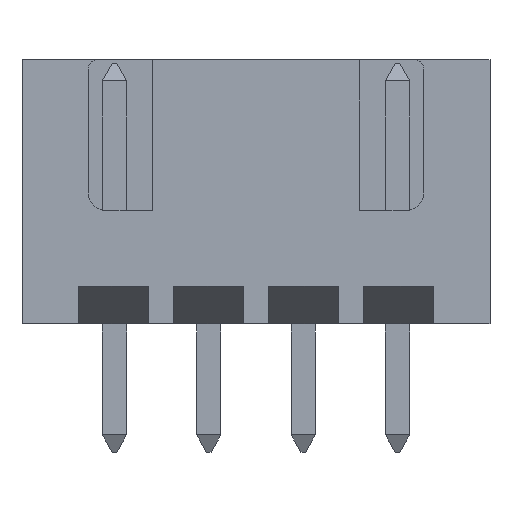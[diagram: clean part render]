
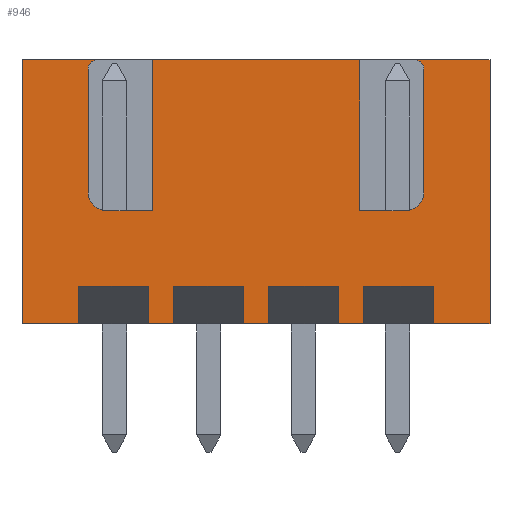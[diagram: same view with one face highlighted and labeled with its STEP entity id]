
A CAD part, front view. The second image highlights one B-rep face of the part: STEP entity #946.
In plain terms, the highlighted planar face has unit normal (0, -1, 0).
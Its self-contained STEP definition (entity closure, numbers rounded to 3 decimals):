
#22 = VERTEX_POINT('',#23);
#23 = CARTESIAN_POINT('',(0.,0.,7.));
#31 = EDGE_CURVE('',#32,#22,#34,.T.);
#32 = VERTEX_POINT('',#33);
#33 = CARTESIAN_POINT('',(0.,0.,0.));
#34 = LINE('',#35,#36);
#35 = CARTESIAN_POINT('',(0.,0.,0.));
#36 = VECTOR('',#37,1.);
#37 = DIRECTION('',(0.,0.,1.));
#103 = EDGE_CURVE('',#22,#104,#106,.T.);
#104 = VERTEX_POINT('',#105);
#105 = CARTESIAN_POINT('',(2.,0.,7.));
#106 = LINE('',#107,#108);
#107 = CARTESIAN_POINT('',(0.,0.,7.));
#108 = VECTOR('',#109,1.);
#109 = DIRECTION('',(1.,0.,0.));
#572 = EDGE_CURVE('',#32,#573,#575,.T.);
#573 = VERTEX_POINT('',#574);
#574 = CARTESIAN_POINT('',(1.5,0.,0.));
#575 = LINE('',#576,#577);
#576 = CARTESIAN_POINT('',(0.,0.,0.));
#577 = VECTOR('',#578,1.);
#578 = DIRECTION('',(1.,0.,0.));
#597 = VERTEX_POINT('',#598);
#598 = CARTESIAN_POINT('',(3.35,0.,0.));
#604 = EDGE_CURVE('',#597,#605,#607,.T.);
#605 = VERTEX_POINT('',#606);
#606 = CARTESIAN_POINT('',(4.017,0.,0.));
#607 = LINE('',#608,#609);
#608 = CARTESIAN_POINT('',(0.,0.,0.));
#609 = VECTOR('',#610,1.);
#610 = DIRECTION('',(1.,0.,0.));
#629 = VERTEX_POINT('',#630);
#630 = CARTESIAN_POINT('',(5.867,0.,0.));
#636 = EDGE_CURVE('',#629,#637,#639,.T.);
#637 = VERTEX_POINT('',#638);
#638 = CARTESIAN_POINT('',(6.533,0.,0.));
#639 = LINE('',#640,#641);
#640 = CARTESIAN_POINT('',(0.,0.,0.));
#641 = VECTOR('',#642,1.);
#642 = DIRECTION('',(1.,0.,0.));
#661 = VERTEX_POINT('',#662);
#662 = CARTESIAN_POINT('',(8.383,0.,0.));
#668 = EDGE_CURVE('',#661,#669,#671,.T.);
#669 = VERTEX_POINT('',#670);
#670 = CARTESIAN_POINT('',(9.05,0.,0.));
#671 = LINE('',#672,#673);
#672 = CARTESIAN_POINT('',(0.,0.,0.));
#673 = VECTOR('',#674,1.);
#674 = DIRECTION('',(1.,0.,0.));
#693 = VERTEX_POINT('',#694);
#694 = CARTESIAN_POINT('',(10.9,0.,0.));
#700 = EDGE_CURVE('',#693,#701,#703,.T.);
#701 = VERTEX_POINT('',#702);
#702 = CARTESIAN_POINT('',(12.4,0.,0.));
#703 = LINE('',#704,#705);
#704 = CARTESIAN_POINT('',(0.,0.,0.));
#705 = VECTOR('',#706,1.);
#706 = DIRECTION('',(1.,0.,0.));
#946 = ADVANCED_FACE('',(#947),#1150,.F.);
#947 = FACE_BOUND('',#948,.F.);
#948 = EDGE_LOOP('',(#949,#950,#951,#952,#961,#969,#978,#986,#994,#1002,
    #1010,#1018,#1027,#1035,#1044,#1052,#1058,#1059,#1067,#1075,#1081,
    #1082,#1090,#1098,#1104,#1105,#1113,#1121,#1127,#1128,#1136,#1144));
#949 = ORIENTED_EDGE('',*,*,#572,.F.);
#950 = ORIENTED_EDGE('',*,*,#31,.T.);
#951 = ORIENTED_EDGE('',*,*,#103,.T.);
#952 = ORIENTED_EDGE('',*,*,#953,.F.);
#953 = EDGE_CURVE('',#954,#104,#956,.T.);
#954 = VERTEX_POINT('',#955);
#955 = CARTESIAN_POINT('',(1.75,0.,6.75));
#956 = CIRCLE('',#957,0.25);
#957 = AXIS2_PLACEMENT_3D('',#958,#959,#960);
#958 = CARTESIAN_POINT('',(2.,0.,6.75));
#959 = DIRECTION('',(0.,1.,0.));
#960 = DIRECTION('',(0.,0.,1.));
#961 = ORIENTED_EDGE('',*,*,#962,.F.);
#962 = EDGE_CURVE('',#963,#954,#965,.T.);
#963 = VERTEX_POINT('',#964);
#964 = CARTESIAN_POINT('',(1.75,0.,3.5));
#965 = LINE('',#966,#967);
#966 = CARTESIAN_POINT('',(1.75,0.,3.));
#967 = VECTOR('',#968,1.);
#968 = DIRECTION('',(0.,0.,1.));
#969 = ORIENTED_EDGE('',*,*,#970,.T.);
#970 = EDGE_CURVE('',#963,#971,#973,.T.);
#971 = VERTEX_POINT('',#972);
#972 = CARTESIAN_POINT('',(2.25,0.,3.));
#973 = CIRCLE('',#974,0.5);
#974 = AXIS2_PLACEMENT_3D('',#975,#976,#977);
#975 = CARTESIAN_POINT('',(2.25,0.,3.5));
#976 = DIRECTION('',(0.,-1.,0.));
#977 = DIRECTION('',(0.,0.,1.));
#978 = ORIENTED_EDGE('',*,*,#979,.T.);
#979 = EDGE_CURVE('',#971,#980,#982,.T.);
#980 = VERTEX_POINT('',#981);
#981 = CARTESIAN_POINT('',(3.45,0.,3.));
#982 = LINE('',#983,#984);
#983 = CARTESIAN_POINT('',(1.75,0.,3.));
#984 = VECTOR('',#985,1.);
#985 = DIRECTION('',(1.,0.,0.));
#986 = ORIENTED_EDGE('',*,*,#987,.T.);
#987 = EDGE_CURVE('',#980,#988,#990,.T.);
#988 = VERTEX_POINT('',#989);
#989 = CARTESIAN_POINT('',(3.45,0.,7.));
#990 = LINE('',#991,#992);
#991 = CARTESIAN_POINT('',(3.45,0.,3.));
#992 = VECTOR('',#993,1.);
#993 = DIRECTION('',(0.,0.,1.));
#994 = ORIENTED_EDGE('',*,*,#995,.T.);
#995 = EDGE_CURVE('',#988,#996,#998,.T.);
#996 = VERTEX_POINT('',#997);
#997 = CARTESIAN_POINT('',(8.95,0.,7.));
#998 = LINE('',#999,#1000);
#999 = CARTESIAN_POINT('',(0.,0.,7.));
#1000 = VECTOR('',#1001,1.);
#1001 = DIRECTION('',(1.,0.,0.));
#1002 = ORIENTED_EDGE('',*,*,#1003,.F.);
#1003 = EDGE_CURVE('',#1004,#996,#1006,.T.);
#1004 = VERTEX_POINT('',#1005);
#1005 = CARTESIAN_POINT('',(8.95,0.,3.));
#1006 = LINE('',#1007,#1008);
#1007 = CARTESIAN_POINT('',(8.95,0.,3.));
#1008 = VECTOR('',#1009,1.);
#1009 = DIRECTION('',(0.,0.,1.));
#1010 = ORIENTED_EDGE('',*,*,#1011,.T.);
#1011 = EDGE_CURVE('',#1004,#1012,#1014,.T.);
#1012 = VERTEX_POINT('',#1013);
#1013 = CARTESIAN_POINT('',(10.15,0.,3.));
#1014 = LINE('',#1015,#1016);
#1015 = CARTESIAN_POINT('',(8.95,0.,3.));
#1016 = VECTOR('',#1017,1.);
#1017 = DIRECTION('',(1.,0.,0.));
#1018 = ORIENTED_EDGE('',*,*,#1019,.F.);
#1019 = EDGE_CURVE('',#1020,#1012,#1022,.T.);
#1020 = VERTEX_POINT('',#1021);
#1021 = CARTESIAN_POINT('',(10.65,0.,3.5));
#1022 = CIRCLE('',#1023,0.5);
#1023 = AXIS2_PLACEMENT_3D('',#1024,#1025,#1026);
#1024 = CARTESIAN_POINT('',(10.15,0.,3.5));
#1025 = DIRECTION('',(0.,1.,0.));
#1026 = DIRECTION('',(0.,0.,1.));
#1027 = ORIENTED_EDGE('',*,*,#1028,.T.);
#1028 = EDGE_CURVE('',#1020,#1029,#1031,.T.);
#1029 = VERTEX_POINT('',#1030);
#1030 = CARTESIAN_POINT('',(10.65,0.,6.75));
#1031 = LINE('',#1032,#1033);
#1032 = CARTESIAN_POINT('',(10.65,0.,3.));
#1033 = VECTOR('',#1034,1.);
#1034 = DIRECTION('',(0.,0.,1.));
#1035 = ORIENTED_EDGE('',*,*,#1036,.T.);
#1036 = EDGE_CURVE('',#1029,#1037,#1039,.T.);
#1037 = VERTEX_POINT('',#1038);
#1038 = CARTESIAN_POINT('',(10.4,0.,7.));
#1039 = CIRCLE('',#1040,0.25);
#1040 = AXIS2_PLACEMENT_3D('',#1041,#1042,#1043);
#1041 = CARTESIAN_POINT('',(10.4,0.,6.75));
#1042 = DIRECTION('',(0.,-1.,0.));
#1043 = DIRECTION('',(0.,0.,1.));
#1044 = ORIENTED_EDGE('',*,*,#1045,.T.);
#1045 = EDGE_CURVE('',#1037,#1046,#1048,.T.);
#1046 = VERTEX_POINT('',#1047);
#1047 = CARTESIAN_POINT('',(12.4,0.,7.));
#1048 = LINE('',#1049,#1050);
#1049 = CARTESIAN_POINT('',(0.,0.,7.));
#1050 = VECTOR('',#1051,1.);
#1051 = DIRECTION('',(1.,0.,0.));
#1052 = ORIENTED_EDGE('',*,*,#1053,.F.);
#1053 = EDGE_CURVE('',#701,#1046,#1054,.T.);
#1054 = LINE('',#1055,#1056);
#1055 = CARTESIAN_POINT('',(12.4,0.,0.));
#1056 = VECTOR('',#1057,1.);
#1057 = DIRECTION('',(0.,0.,1.));
#1058 = ORIENTED_EDGE('',*,*,#700,.F.);
#1059 = ORIENTED_EDGE('',*,*,#1060,.T.);
#1060 = EDGE_CURVE('',#693,#1061,#1063,.T.);
#1061 = VERTEX_POINT('',#1062);
#1062 = CARTESIAN_POINT('',(10.9,0.,1.));
#1063 = LINE('',#1064,#1065);
#1064 = CARTESIAN_POINT('',(10.9,0.,0.));
#1065 = VECTOR('',#1066,1.);
#1066 = DIRECTION('',(0.,0.,1.));
#1067 = ORIENTED_EDGE('',*,*,#1068,.F.);
#1068 = EDGE_CURVE('',#1069,#1061,#1071,.T.);
#1069 = VERTEX_POINT('',#1070);
#1070 = CARTESIAN_POINT('',(9.05,0.,1.));
#1071 = LINE('',#1072,#1073);
#1072 = CARTESIAN_POINT('',(9.05,0.,1.));
#1073 = VECTOR('',#1074,1.);
#1074 = DIRECTION('',(1.,0.,0.));
#1075 = ORIENTED_EDGE('',*,*,#1076,.F.);
#1076 = EDGE_CURVE('',#669,#1069,#1077,.T.);
#1077 = LINE('',#1078,#1079);
#1078 = CARTESIAN_POINT('',(9.05,0.,0.));
#1079 = VECTOR('',#1080,1.);
#1080 = DIRECTION('',(0.,0.,1.));
#1081 = ORIENTED_EDGE('',*,*,#668,.F.);
#1082 = ORIENTED_EDGE('',*,*,#1083,.T.);
#1083 = EDGE_CURVE('',#661,#1084,#1086,.T.);
#1084 = VERTEX_POINT('',#1085);
#1085 = CARTESIAN_POINT('',(8.383,0.,1.));
#1086 = LINE('',#1087,#1088);
#1087 = CARTESIAN_POINT('',(8.383,0.,0.));
#1088 = VECTOR('',#1089,1.);
#1089 = DIRECTION('',(0.,0.,1.));
#1090 = ORIENTED_EDGE('',*,*,#1091,.F.);
#1091 = EDGE_CURVE('',#1092,#1084,#1094,.T.);
#1092 = VERTEX_POINT('',#1093);
#1093 = CARTESIAN_POINT('',(6.533,0.,1.));
#1094 = LINE('',#1095,#1096);
#1095 = CARTESIAN_POINT('',(6.533,0.,1.));
#1096 = VECTOR('',#1097,1.);
#1097 = DIRECTION('',(1.,0.,0.));
#1098 = ORIENTED_EDGE('',*,*,#1099,.F.);
#1099 = EDGE_CURVE('',#637,#1092,#1100,.T.);
#1100 = LINE('',#1101,#1102);
#1101 = CARTESIAN_POINT('',(6.533,0.,0.));
#1102 = VECTOR('',#1103,1.);
#1103 = DIRECTION('',(0.,0.,1.));
#1104 = ORIENTED_EDGE('',*,*,#636,.F.);
#1105 = ORIENTED_EDGE('',*,*,#1106,.T.);
#1106 = EDGE_CURVE('',#629,#1107,#1109,.T.);
#1107 = VERTEX_POINT('',#1108);
#1108 = CARTESIAN_POINT('',(5.867,0.,1.));
#1109 = LINE('',#1110,#1111);
#1110 = CARTESIAN_POINT('',(5.867,0.,0.));
#1111 = VECTOR('',#1112,1.);
#1112 = DIRECTION('',(0.,0.,1.));
#1113 = ORIENTED_EDGE('',*,*,#1114,.F.);
#1114 = EDGE_CURVE('',#1115,#1107,#1117,.T.);
#1115 = VERTEX_POINT('',#1116);
#1116 = CARTESIAN_POINT('',(4.017,0.,1.));
#1117 = LINE('',#1118,#1119);
#1118 = CARTESIAN_POINT('',(4.017,0.,1.));
#1119 = VECTOR('',#1120,1.);
#1120 = DIRECTION('',(1.,0.,0.));
#1121 = ORIENTED_EDGE('',*,*,#1122,.F.);
#1122 = EDGE_CURVE('',#605,#1115,#1123,.T.);
#1123 = LINE('',#1124,#1125);
#1124 = CARTESIAN_POINT('',(4.017,0.,0.));
#1125 = VECTOR('',#1126,1.);
#1126 = DIRECTION('',(0.,0.,1.));
#1127 = ORIENTED_EDGE('',*,*,#604,.F.);
#1128 = ORIENTED_EDGE('',*,*,#1129,.T.);
#1129 = EDGE_CURVE('',#597,#1130,#1132,.T.);
#1130 = VERTEX_POINT('',#1131);
#1131 = CARTESIAN_POINT('',(3.35,0.,1.));
#1132 = LINE('',#1133,#1134);
#1133 = CARTESIAN_POINT('',(3.35,0.,0.));
#1134 = VECTOR('',#1135,1.);
#1135 = DIRECTION('',(0.,0.,1.));
#1136 = ORIENTED_EDGE('',*,*,#1137,.F.);
#1137 = EDGE_CURVE('',#1138,#1130,#1140,.T.);
#1138 = VERTEX_POINT('',#1139);
#1139 = CARTESIAN_POINT('',(1.5,0.,1.));
#1140 = LINE('',#1141,#1142);
#1141 = CARTESIAN_POINT('',(1.5,0.,1.));
#1142 = VECTOR('',#1143,1.);
#1143 = DIRECTION('',(1.,0.,0.));
#1144 = ORIENTED_EDGE('',*,*,#1145,.F.);
#1145 = EDGE_CURVE('',#573,#1138,#1146,.T.);
#1146 = LINE('',#1147,#1148);
#1147 = CARTESIAN_POINT('',(1.5,0.,0.));
#1148 = VECTOR('',#1149,1.);
#1149 = DIRECTION('',(0.,0.,1.));
#1150 = PLANE('',#1151);
#1151 = AXIS2_PLACEMENT_3D('',#1152,#1153,#1154);
#1152 = CARTESIAN_POINT('',(0.,0.,0.));
#1153 = DIRECTION('',(0.,1.,0.));
#1154 = DIRECTION('',(0.,0.,1.));
